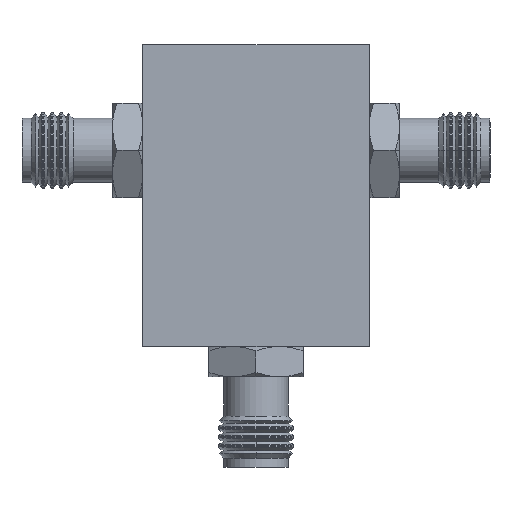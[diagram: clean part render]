
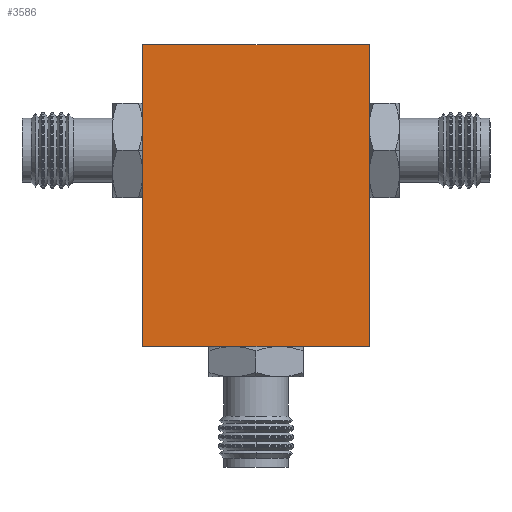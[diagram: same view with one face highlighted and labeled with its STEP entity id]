
A CAD part, top view. The second image highlights one B-rep face of the part: STEP entity #3586.
In plain terms, the highlighted planar face has unit normal (0, 0, 1).
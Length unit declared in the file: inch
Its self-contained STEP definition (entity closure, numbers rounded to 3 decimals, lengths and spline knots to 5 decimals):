
#160 = CARTESIAN_POINT ( 'NONE',  ( 6.41625, 5.04544, 0.58 ) ) ;
#300 = CARTESIAN_POINT ( 'NONE',  ( 5.66625, 4.45844, 0.58 ) ) ;
#737 = VECTOR ( 'NONE', #5316, 39.37008 ) ;
#878 = VERTEX_POINT ( 'NONE', #2680 ) ;
#896 = DIRECTION ( 'NONE',  ( 1., 0., 0. ) ) ;
#956 = CARTESIAN_POINT ( 'NONE',  ( 5.66625, 5.04544, 0.58 ) ) ;
#1013 = EDGE_CURVE ( 'NONE', #2323, #878, #3066, .T. ) ;
#1224 = CARTESIAN_POINT ( 'NONE',  ( 5.66625, 4.04544, 0.58 ) ) ;
#1262 = DIRECTION ( 'NONE',  ( 0., 0., -1. ) ) ;
#1308 = CARTESIAN_POINT ( 'NONE',  ( 5.66625, 4.04544, 0.58 ) ) ;
#1674 = CARTESIAN_POINT ( 'NONE',  ( 6.41625, 4.04544, 0.58 ) ) ;
#1693 = ORIENTED_EDGE ( 'NONE', *, *, #3660, .F. ) ;
#2323 = VERTEX_POINT ( 'NONE', #956 ) ;
#2359 = ORIENTED_EDGE ( 'NONE', *, *, #1013, .F. ) ;
#2680 = CARTESIAN_POINT ( 'NONE',  ( 6.41625, 5.04544, 0.58 ) ) ;
#2915 = FACE_OUTER_BOUND ( 'NONE', #4991, .T. ) ;
#3048 = ORIENTED_EDGE ( 'NONE', *, *, #5087, .F. ) ;
#3066 = LINE ( 'NONE', #5044, #5846 ) ;
#3137 = EDGE_CURVE ( 'NONE', #6350, #3305, #3488, .T. ) ;
#3305 = VERTEX_POINT ( 'NONE', #1308 ) ;
#3488 = LINE ( 'NONE', #1674, #737 ) ;
#3586 = ADVANCED_FACE ( 'NONE', ( #2915 ), #4348, .F. ) ;
#3660 = EDGE_CURVE ( 'NONE', #3305, #2323, #5361, .T. ) ;
#3784 = DIRECTION ( 'NONE',  ( 0., -1., 0. ) ) ;
#3809 = VECTOR ( 'NONE', #3890, 39.37008 ) ;
#3890 = DIRECTION ( 'NONE',  ( 0., 1., 0. ) ) ;
#4241 = AXIS2_PLACEMENT_3D ( 'NONE', #1224, #1262, #4887 ) ;
#4348 = PLANE ( 'NONE',  #4241 ) ;
#4887 = DIRECTION ( 'NONE',  ( -1., 0., 0. ) ) ;
#4991 = EDGE_LOOP ( 'NONE', ( #6082, #3048, #2359, #1693 ) ) ;
#5044 = CARTESIAN_POINT ( 'NONE',  ( 6.22925, 5.04544, 0.58 ) ) ;
#5087 = EDGE_CURVE ( 'NONE', #878, #6350, #6680, .T. ) ;
#5288 = VECTOR ( 'NONE', #3784, 39.37008 ) ;
#5316 = DIRECTION ( 'NONE',  ( -1., 0., 0. ) ) ;
#5361 = LINE ( 'NONE', #300, #3809 ) ;
#5563 = CARTESIAN_POINT ( 'NONE',  ( 6.41625, 4.04544, 0.58 ) ) ;
#5846 = VECTOR ( 'NONE', #896, 39.37008 ) ;
#6082 = ORIENTED_EDGE ( 'NONE', *, *, #3137, .F. ) ;
#6350 = VERTEX_POINT ( 'NONE', #5563 ) ;
#6680 = LINE ( 'NONE', #160, #5288 ) ;
